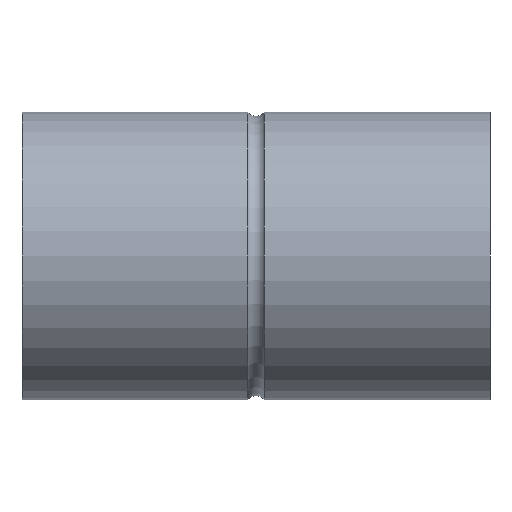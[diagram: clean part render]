
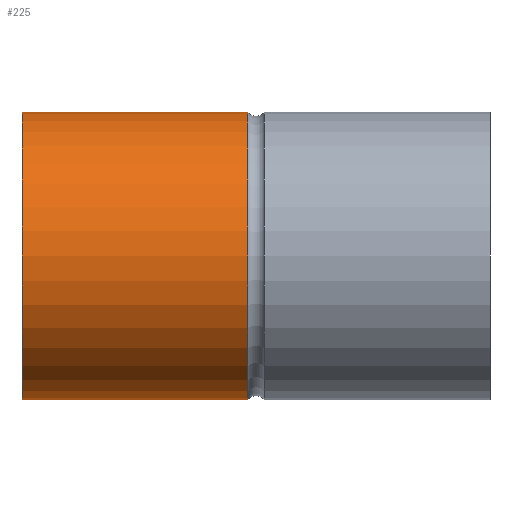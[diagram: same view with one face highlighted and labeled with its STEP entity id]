
A CAD part, front view. The second image highlights one B-rep face of the part: STEP entity #225.
In plain terms, the highlighted cylindrical face has radius 21.5 mm (diameter 43 mm), a partial arc.
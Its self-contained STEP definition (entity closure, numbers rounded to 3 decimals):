
#19=CARTESIAN_POINT('',(-35.,0.,0.));
#20=DIRECTION('',(-1.,0.,0.));
#21=DIRECTION('',(0.,0.,-1.));
#22=AXIS2_PLACEMENT_3D('',#19,#20,#21);
#29=CARTESIAN_POINT('',(-1.2,0.,0.));
#30=DIRECTION('',(-1.,0.,0.));
#31=DIRECTION('',(0.,0.,-1.));
#32=AXIS2_PLACEMENT_3D('',#29,#30,#31);
#34=DIRECTION('',(-1.,0.,0.));
#35=VECTOR('',#34,33.8);
#36=CARTESIAN_POINT('',(-1.2,0.,-21.5));
#37=LINE('',#36,#35);
#43=DIRECTION('',(-1.,0.,0.));
#44=VECTOR('',#43,33.8);
#45=CARTESIAN_POINT('',(-1.2,0.,21.5));
#46=LINE('',#45,#44);
#145=CARTESIAN_POINT('',(-1.2,0.,-21.5));
#146=VERTEX_POINT('',#145);
#147=CARTESIAN_POINT('',(-35.,0.,-21.5));
#148=VERTEX_POINT('',#147);
#161=CARTESIAN_POINT('',(-1.2,0.,21.5));
#162=VERTEX_POINT('',#161);
#163=CARTESIAN_POINT('',(-35.,0.,21.5));
#164=VERTEX_POINT('',#163);
#211=CARTESIAN_POINT('',(38.5,0.,0.));
#212=DIRECTION('',(-1.,0.,0.));
#213=DIRECTION('',(0.,0.,-1.));
#214=AXIS2_PLACEMENT_3D('',#211,#212,#213);
#215=CYLINDRICAL_SURFACE('',#214,21.5);
#217=ORIENTED_EDGE('',*,*,#216,.T.);
#218=ORIENTED_EDGE('',*,*,#200,.T.);
#220=ORIENTED_EDGE('',*,*,#219,.F.);
#222=ORIENTED_EDGE('',*,*,#221,.F.);
#223=EDGE_LOOP('',(#217,#218,#220,#222));
#224=FACE_OUTER_BOUND('',#223,.F.);
#225=ADVANCED_FACE('',(#224),#215,.T.);
#23=CIRCLE('',#22,21.5);
#33=CIRCLE('',#32,21.5);
#200=EDGE_CURVE('',#148,#164,#23,.T.);
#216=EDGE_CURVE('',#146,#148,#37,.T.);
#219=EDGE_CURVE('',#162,#164,#46,.T.);
#221=EDGE_CURVE('',#146,#162,#33,.T.);
